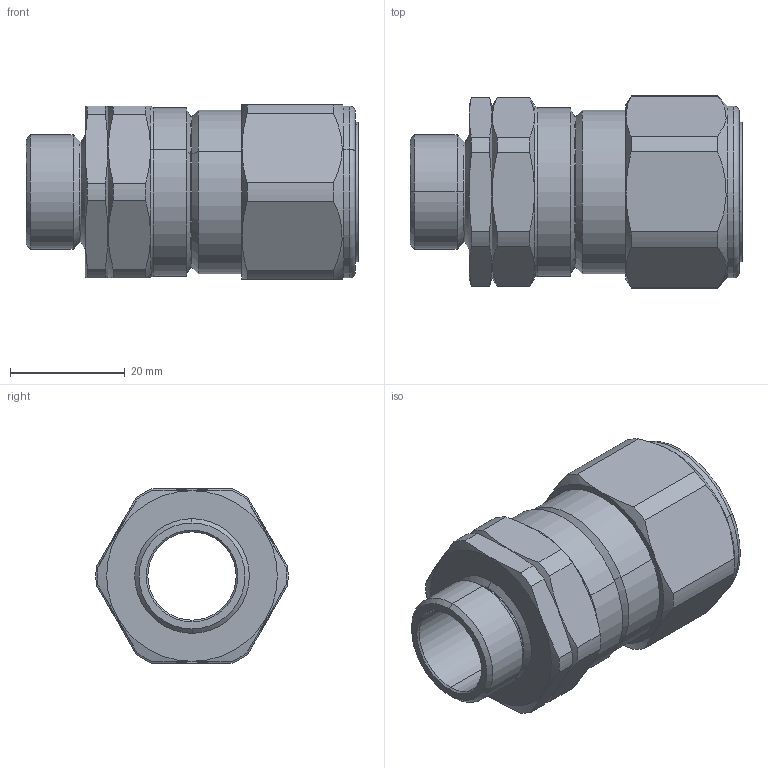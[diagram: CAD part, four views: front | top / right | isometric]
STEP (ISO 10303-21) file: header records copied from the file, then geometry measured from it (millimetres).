
FILE_DESCRIPTION (( 'STEP AP203' ), '1' );
FILE_NAME ('20CW1RA.STEP', '2021-04-15T09:40:54', ( '' ), ( '' ), 'SwSTEP 2.0', 'SolidWorks 2017', '' );
FILE_SCHEMA (( 'CONFIG_CONTROL_DESIGN' ));
Length unit declared in the file: millimetre
Products named in the file (1): 20CW1RA
Bounding box: 57.95 x 33.53 x 30.5 mm (x, y, z)
Volume: 20995.7 mm3; surface area: 13298.6 mm2
Topology: 1 solids, 3 shells, 143 faces, 334 edges, 204 vertices
Faces by surface type: cone 56, cylinder 44, plane 31, torus 12
Entity records: 4421 total; most frequent: CARTESIAN_POINT 1038, DIRECTION 738, ORIENTED_EDGE 668, EDGE_CURVE 334, AXIS2_PLACEMENT_3D 316, VERTEX_POINT 204, CIRCLE 172, EDGE_LOOP 156
